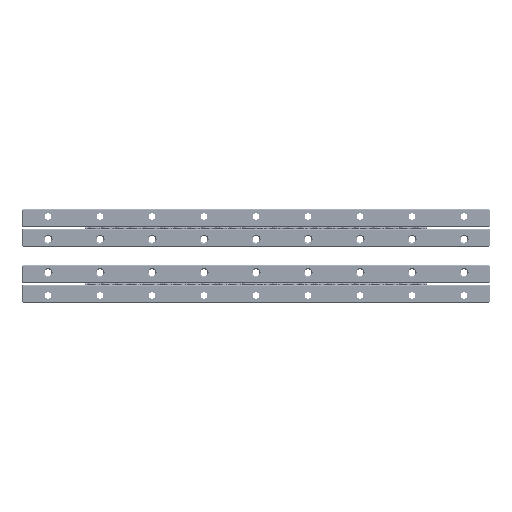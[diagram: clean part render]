
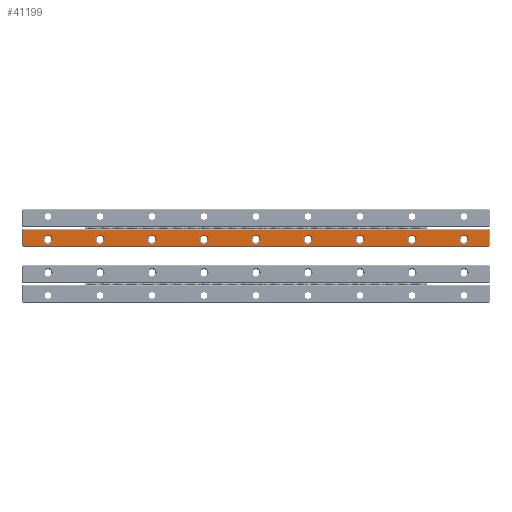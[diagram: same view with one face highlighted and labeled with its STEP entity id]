
A CAD part, top view. The second image highlights one B-rep face of the part: STEP entity #41199.
In plain terms, the highlighted planar face has unit normal (0, 0, 1).
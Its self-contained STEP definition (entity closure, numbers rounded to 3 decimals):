
#6348=LINE('',#203033,#16840);
#6349=LINE('',#203036,#16841);
#6350=LINE('',#203038,#16842);
#6351=LINE('',#203040,#16843);
#16840=VECTOR('',#163499,1.);
#16841=VECTOR('',#163500,1.);
#16842=VECTOR('',#163501,1.);
#16843=VECTOR('',#163502,1.);
#37030=FACE_BOUND('',#58125,.T.);
#37031=FACE_BOUND('',#58126,.T.);
#37032=FACE_BOUND('',#58127,.T.);
#37033=FACE_BOUND('',#58128,.T.);
#37034=FACE_BOUND('',#58129,.T.);
#37035=FACE_BOUND('',#58130,.T.);
#37036=FACE_BOUND('',#58131,.T.);
#37037=FACE_BOUND('',#58132,.T.);
#37038=FACE_BOUND('',#58133,.T.);
#37039=FACE_BOUND('',#58134,.T.);
#41199=ADVANCED_FACE('',(#37030,#37031,#37032,#37033,#37034,#37035,#37036,
#37037,#37038,#37039),#46020,.T.);
#46020=PLANE('',#141317);
#58125=EDGE_LOOP('',(#77446));
#58126=EDGE_LOOP('',(#77447));
#58127=EDGE_LOOP('',(#77448));
#58128=EDGE_LOOP('',(#77449));
#58129=EDGE_LOOP('',(#77450));
#58130=EDGE_LOOP('',(#77451));
#58131=EDGE_LOOP('',(#77452));
#58132=EDGE_LOOP('',(#77453));
#58133=EDGE_LOOP('',(#77454));
#58134=EDGE_LOOP('',(#77455,#77456,#77457,#77458));
#77446=ORIENTED_EDGE('',*,*,#118286,.T.);
#77447=ORIENTED_EDGE('',*,*,#118287,.T.);
#77448=ORIENTED_EDGE('',*,*,#118288,.T.);
#77449=ORIENTED_EDGE('',*,*,#118289,.T.);
#77450=ORIENTED_EDGE('',*,*,#118290,.T.);
#77451=ORIENTED_EDGE('',*,*,#118291,.T.);
#77452=ORIENTED_EDGE('',*,*,#118292,.T.);
#77453=ORIENTED_EDGE('',*,*,#118293,.T.);
#77454=ORIENTED_EDGE('',*,*,#118294,.T.);
#77455=ORIENTED_EDGE('',*,*,#118295,.T.);
#77456=ORIENTED_EDGE('',*,*,#118296,.T.);
#77457=ORIENTED_EDGE('',*,*,#118297,.T.);
#77458=ORIENTED_EDGE('',*,*,#118298,.T.);
#103840=VERTEX_POINT('',#203016);
#103841=VERTEX_POINT('',#203018);
#103842=VERTEX_POINT('',#203020);
#103843=VERTEX_POINT('',#203022);
#103844=VERTEX_POINT('',#203024);
#103845=VERTEX_POINT('',#203026);
#103846=VERTEX_POINT('',#203028);
#103847=VERTEX_POINT('',#203030);
#103848=VERTEX_POINT('',#203032);
#103849=VERTEX_POINT('',#203034);
#103850=VERTEX_POINT('',#203035);
#103851=VERTEX_POINT('',#203037);
#103852=VERTEX_POINT('',#203039);
#118286=EDGE_CURVE('',#103840,#103840,#132590,.T.);
#118287=EDGE_CURVE('',#103841,#103841,#132591,.T.);
#118288=EDGE_CURVE('',#103842,#103842,#132592,.T.);
#118289=EDGE_CURVE('',#103843,#103843,#132593,.T.);
#118290=EDGE_CURVE('',#103844,#103844,#132594,.T.);
#118291=EDGE_CURVE('',#103845,#103845,#132595,.T.);
#118292=EDGE_CURVE('',#103846,#103846,#132596,.T.);
#118293=EDGE_CURVE('',#103847,#103847,#132597,.T.);
#118294=EDGE_CURVE('',#103848,#103848,#132598,.T.);
#118295=EDGE_CURVE('',#103849,#103850,#6348,.T.);
#118296=EDGE_CURVE('',#103850,#103851,#6349,.T.);
#118297=EDGE_CURVE('',#103851,#103852,#6350,.T.);
#118298=EDGE_CURVE('',#103852,#103849,#6351,.T.);
#132590=CIRCLE('',#141308,2.175);
#132591=CIRCLE('',#141309,2.175);
#132592=CIRCLE('',#141310,2.175);
#132593=CIRCLE('',#141311,2.175);
#132594=CIRCLE('',#141312,2.175);
#132595=CIRCLE('',#141313,2.175);
#132596=CIRCLE('',#141314,2.175);
#132597=CIRCLE('',#141315,2.175);
#132598=CIRCLE('',#141316,2.175);
#141308=AXIS2_PLACEMENT_3D('',#203015,#163481,#163482);
#141309=AXIS2_PLACEMENT_3D('',#203017,#163483,#163484);
#141310=AXIS2_PLACEMENT_3D('',#203019,#163485,#163486);
#141311=AXIS2_PLACEMENT_3D('',#203021,#163487,#163488);
#141312=AXIS2_PLACEMENT_3D('',#203023,#163489,#163490);
#141313=AXIS2_PLACEMENT_3D('',#203025,#163491,#163492);
#141314=AXIS2_PLACEMENT_3D('',#203027,#163493,#163494);
#141315=AXIS2_PLACEMENT_3D('',#203029,#163495,#163496);
#141316=AXIS2_PLACEMENT_3D('',#203031,#163497,#163498);
#141317=AXIS2_PLACEMENT_3D('',#203041,#163503,#163504);
#163481=DIRECTION('',(0.,0.,-1.));
#163482=DIRECTION('',(-1.,0.,0.));
#163483=DIRECTION('',(0.,0.,-1.));
#163484=DIRECTION('',(-1.,0.,0.));
#163485=DIRECTION('',(0.,0.,-1.));
#163486=DIRECTION('',(-1.,0.,0.));
#163487=DIRECTION('',(0.,0.,-1.));
#163488=DIRECTION('',(-1.,0.,0.));
#163489=DIRECTION('',(0.,0.,-1.));
#163490=DIRECTION('',(-1.,0.,0.));
#163491=DIRECTION('',(0.,0.,-1.));
#163492=DIRECTION('',(-1.,0.,0.));
#163493=DIRECTION('',(0.,0.,-1.));
#163494=DIRECTION('',(-1.,0.,0.));
#163495=DIRECTION('',(0.,0.,-1.));
#163496=DIRECTION('',(-1.,0.,0.));
#163497=DIRECTION('',(0.,0.,-1.));
#163498=DIRECTION('',(-1.,0.,0.));
#163499=DIRECTION('',(1.,0.,0.));
#163500=DIRECTION('',(0.,1.,0.));
#163501=DIRECTION('',(-1.,0.,0.));
#163502=DIRECTION('',(0.,-1.,0.));
#163503=DIRECTION('',(0.,0.,1.));
#163504=DIRECTION('',(-1.,0.,0.));
#203015=CARTESIAN_POINT('',(12.5,30.5,8.));
#203016=CARTESIAN_POINT('',(10.325,30.5,8.));
#203017=CARTESIAN_POINT('',(37.5,30.5,8.));
#203018=CARTESIAN_POINT('',(35.325,30.5,8.));
#203019=CARTESIAN_POINT('',(62.5,30.5,8.));
#203020=CARTESIAN_POINT('',(60.325,30.5,8.));
#203021=CARTESIAN_POINT('',(87.5,30.5,8.));
#203022=CARTESIAN_POINT('',(85.325,30.5,8.));
#203023=CARTESIAN_POINT('',(112.5,30.5,8.));
#203024=CARTESIAN_POINT('',(110.325,30.5,8.));
#203025=CARTESIAN_POINT('',(137.5,30.5,8.));
#203026=CARTESIAN_POINT('',(135.325,30.5,8.));
#203027=CARTESIAN_POINT('',(162.5,30.5,8.));
#203028=CARTESIAN_POINT('',(160.325,30.5,8.));
#203029=CARTESIAN_POINT('',(187.5,30.5,8.));
#203030=CARTESIAN_POINT('',(185.325,30.5,8.));
#203031=CARTESIAN_POINT('',(212.5,30.5,8.));
#203032=CARTESIAN_POINT('',(210.325,30.5,8.));
#203033=CARTESIAN_POINT('',(112.5,27.425,8.));
#203034=CARTESIAN_POINT('',(0.425,27.425,8.));
#203035=CARTESIAN_POINT('',(224.575,27.425,8.));
#203036=CARTESIAN_POINT('',(224.575,31.3,8.));
#203037=CARTESIAN_POINT('',(224.575,35.175,8.));
#203038=CARTESIAN_POINT('',(112.5,35.175,8.));
#203039=CARTESIAN_POINT('',(0.425,35.175,8.));
#203040=CARTESIAN_POINT('',(0.425,31.3,8.));
#203041=CARTESIAN_POINT('',(112.5,31.3,8.));
